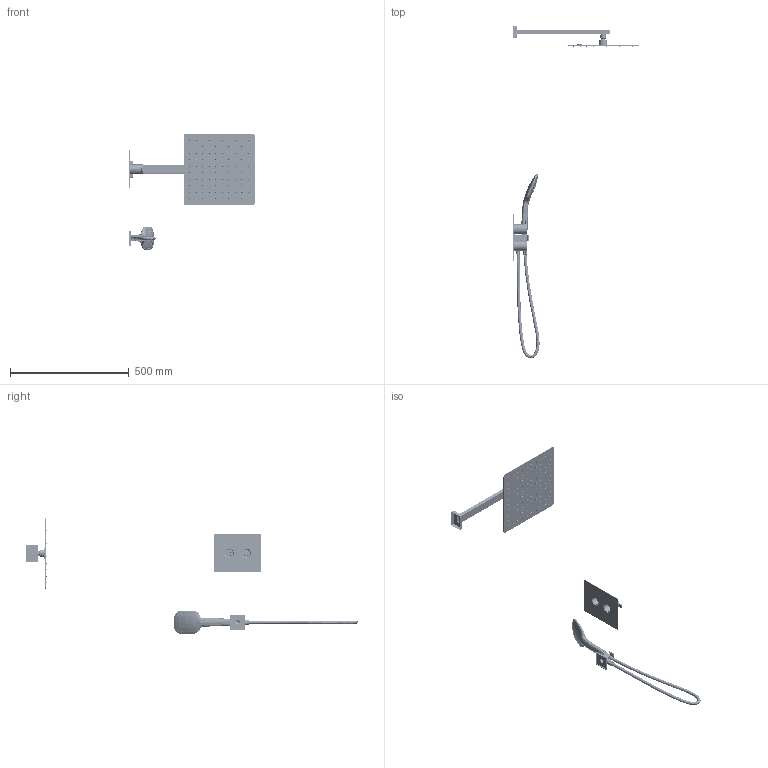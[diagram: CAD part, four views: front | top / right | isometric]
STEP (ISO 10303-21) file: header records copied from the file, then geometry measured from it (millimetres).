
FILE_DESCRIPTION (( 'STEP AP203' ), '1' );
FILE_NAME ('94DP11171.STEP', '2025-02-11T09:13:26', ( '' ), ( '' ), 'SwSTEP 2.0', 'SolidWorks 2021', '' );
FILE_SCHEMA (( 'CONFIG_CONTROL_DESIGN' ));
Products named in the file (1): 94DP11171
Bounding box: 528.45 x 1397.16 x 490.48 mm (x, y, z)
Volume: 821745.1 mm3; surface area: 749856.4 mm2
Topology: 125 solids, 125 shells, 5674 faces, 14099 edges, 9108 vertices
Faces by surface type: bspline 2951, cylinder 1164, plane 1146, cone 368, torus 41, sphere 4
Full cylindrical faces by diameter (mm): 1.5 x100, 1.7 x102, 2 x1, 3.1 x152, 3.3 x101, 3.6 x50, 4.15 x1, 4.4 x50, 4.5 x1, 4.65 x1, 5 x102, 5.5 x2, 6.2 x2, 7 x1, 10 x101, 10.2 x1, 10.5 x2, 12.13 x1, 12.45 x1, 12.5 x1, 13.4 x2, 13.55 x1, 14 x2, 14.95 x1, 15 x3, 15.5 x1, 15.75 x1, 16.5 x1, 18.1 x2, 18.5 x2
Entity records: 444763 total; most frequent: CARTESIAN_POINT 349231, ORIENTED_EDGE 21658, DIRECTION 11260, EDGE_CURVE 10829, EDGE_LOOP 9115, VERTEX_POINT 8184, FACE_OUTER_BOUND 7673, B_SPLINE_CURVE_WITH_KNOTS 6100
